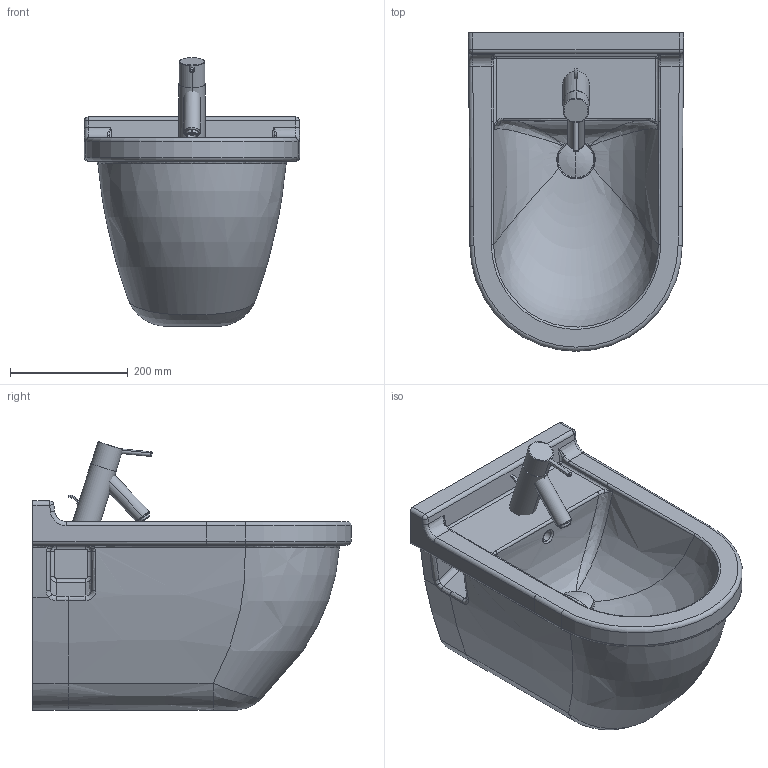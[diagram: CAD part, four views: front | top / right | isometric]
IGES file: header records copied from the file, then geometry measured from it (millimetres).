
Global section: file name: No Iges File Name specified; native system: AutoDesk Inventor R11.0; preprocessor: AutoDesk Inventor Iges Exporter R11.0; author: No Author specified; organization: No Organization specified; date: 20070806.091600; units: millimetre
Bounding box: 365 x 540 x 455.51 mm (x, y, z)
Volume: 30597738.3 mm3; surface area: 950500.9 mm2
Topology: 8 solids, 8 shells, 259 faces, 613 edges, 361 vertices
Faces by surface type: bspline 92, plane 54, cylinder 46, revolution 39, torus 22, sphere 4, cone 2
